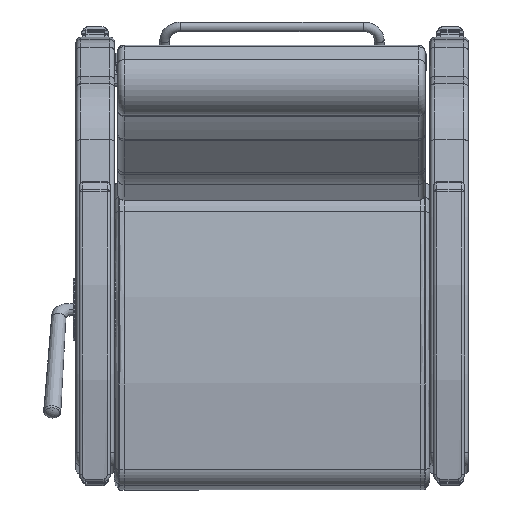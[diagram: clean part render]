
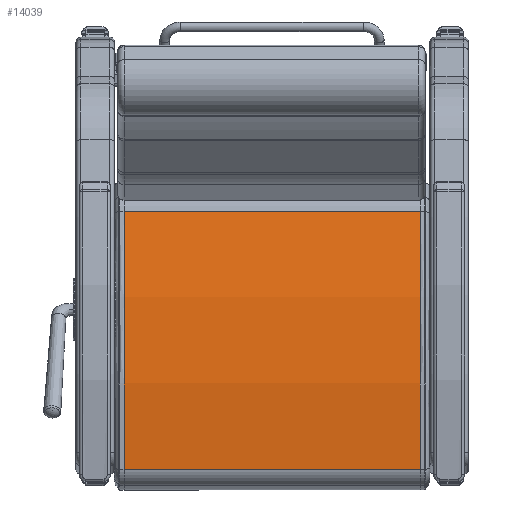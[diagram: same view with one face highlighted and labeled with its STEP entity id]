
A CAD part, front view. The second image highlights one B-rep face of the part: STEP entity #14039.
In plain terms, the highlighted free-form (B-spline) face has degree [1, 2] with [2, 3] control points.
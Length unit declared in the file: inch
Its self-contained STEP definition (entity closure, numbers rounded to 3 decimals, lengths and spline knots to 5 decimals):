
#296=(
BOUNDED_SURFACE()
B_SPLINE_SURFACE(1,2,((#23132,#23133,#23134),(#23135,#23136,#23137)),
 .UNSPECIFIED.,.F.,.F.,.F.)
B_SPLINE_SURFACE_WITH_KNOTS((2,2),(3,3),(-0.19254,0.19254),
(1.36178,1.69928),.UNSPECIFIED.)
GEOMETRIC_REPRESENTATION_ITEM()
RATIONAL_B_SPLINE_SURFACE(((1.,0.986,1.),(1.,0.986,
1.)))
REPRESENTATION_ITEM('')
SURFACE()
);
#321=ELLIPSE('',#15271,60.05357,60.);
#333=ELLIPSE('',#15313,60.05357,60.);
#1386=FACE_OUTER_BOUND('',#2320,.T.);
#2320=EDGE_LOOP('',(#9843,#9844,#9845,#9846));
#3362=LINE('',#23131,#4274);
#3363=LINE('',#23138,#4275);
#4274=VECTOR('',#17596,0.3937);
#4275=VECTOR('',#17597,0.3937);
#6090=VERTEX_POINT('',#22304);
#6091=VERTEX_POINT('',#22327);
#6131=VERTEX_POINT('',#22544);
#6132=VERTEX_POINT('',#22567);
#7424=EDGE_CURVE('',#6091,#6090,#321,.T.);
#7483=EDGE_CURVE('',#6132,#6131,#333,.T.);
#7563=EDGE_CURVE('',#6090,#6132,#3362,.T.);
#7564=EDGE_CURVE('',#6091,#6131,#3363,.T.);
#9843=ORIENTED_EDGE('',*,*,#7424,.F.);
#9844=ORIENTED_EDGE('',*,*,#7564,.T.);
#9845=ORIENTED_EDGE('',*,*,#7483,.F.);
#9846=ORIENTED_EDGE('',*,*,#7563,.F.);
#14039=ADVANCED_FACE('',(#1386),#296,.F.);
#15271=AXIS2_PLACEMENT_3D('',#22329,#17349,#17350);
#15313=AXIS2_PLACEMENT_3D('',#22569,#17458,#17459);
#17349=DIRECTION('center_axis',(0.,0.,-1.));
#17350=DIRECTION('ref_axis',(1.,0.,0.));
#17458=DIRECTION('center_axis',(0.,0.,1.));
#17459=DIRECTION('ref_axis',(1.,0.,0.));
#17596=DIRECTION('',(0.,0.,1.));
#17597=DIRECTION('',(0.,0.,1.));
#22304=CARTESIAN_POINT('',(10.1114,0.44486,-11.5625));
#22327=CARTESIAN_POINT('',(-10.04459,1.25621,-11.5625));
#22329=CARTESIAN_POINT('Origin',(-2.34979,-58.24922,-11.5625));
#22544=CARTESIAN_POINT('',(-10.04459,1.25621,11.5625));
#22567=CARTESIAN_POINT('',(10.1114,0.44486,11.5625));
#22569=CARTESIAN_POINT('Origin',(-2.34979,-58.24922,11.5625));
#23131=CARTESIAN_POINT('',(10.1114,0.44486,0.));
#23132=CARTESIAN_POINT('Ctrl Pts',(10.1114,0.44486,-11.5625));
#23133=CARTESIAN_POINT('Ctrl Pts',(0.10258,2.56602,-11.5625));
#23134=CARTESIAN_POINT('Ctrl Pts',(-10.04459,1.25621,-11.5625));
#23135=CARTESIAN_POINT('Ctrl Pts',(10.1114,0.44486,11.5625));
#23136=CARTESIAN_POINT('Ctrl Pts',(0.10258,2.56602,11.5625));
#23137=CARTESIAN_POINT('Ctrl Pts',(-10.04459,1.25621,11.5625));
#23138=CARTESIAN_POINT('',(-10.04459,1.25621,0.));
